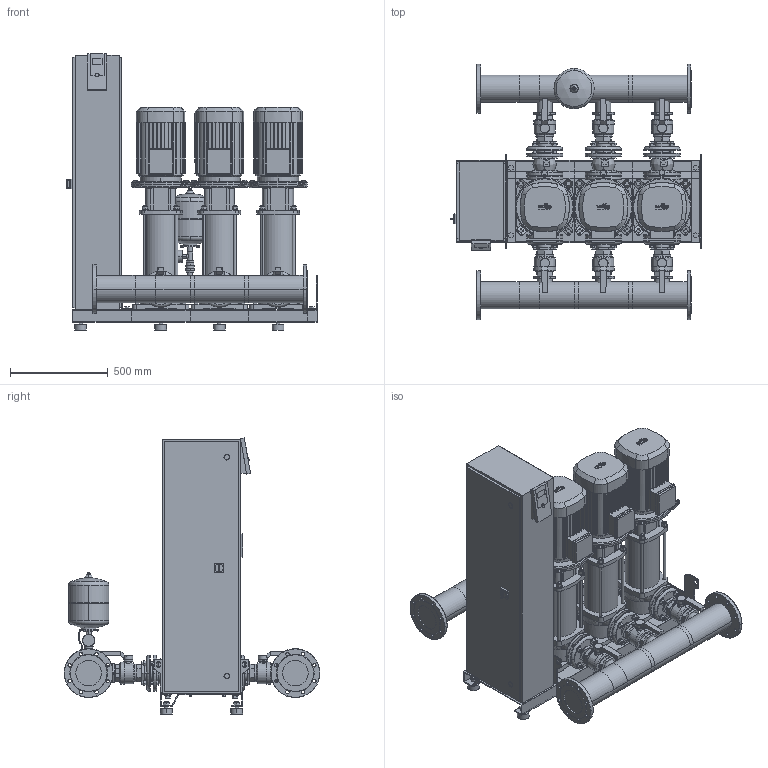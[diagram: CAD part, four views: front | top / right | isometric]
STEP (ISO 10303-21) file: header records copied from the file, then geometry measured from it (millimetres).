
FILE_DESCRIPTION((''),'2;1');
FILE_NAME('3d_SiBoostSmart3HELIXV3604-2540774.stp','2016-01-25T10:37:07',(''),(''),'Mechanical Desktop 2009','Mechanical Desktop 2009',', , ');
FILE_SCHEMA(('CONFIG_CONTROL_DESIGN'));
Length unit declared in the file: millimetre
Products named in the file (1): Product
Bounding box: 1280 x 1307 x 1413.4 mm (x, y, z)
Volume: 324923166.6 mm3; surface area: 16385701.8 mm2
Topology: 201 solids, 201 shells, 4797 faces, 11942 edges, 7773 vertices
Faces by surface type: plane 1782, bspline 1705, cylinder 1032, cone 196, torus 76, sphere 6
Entity records: 159603 total; most frequent: CARTESIAN_POINT 47526, ORIENTED_EDGE 23844, DIRECTION 22012, EDGE_CURVE 11922, VERTEX_POINT 7771, AXIS2_PLACEMENT_3D 7501, VECTOR 7010, LINE 7010
